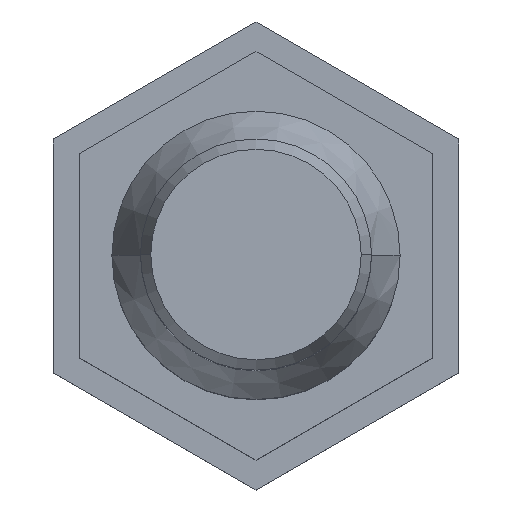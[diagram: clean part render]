
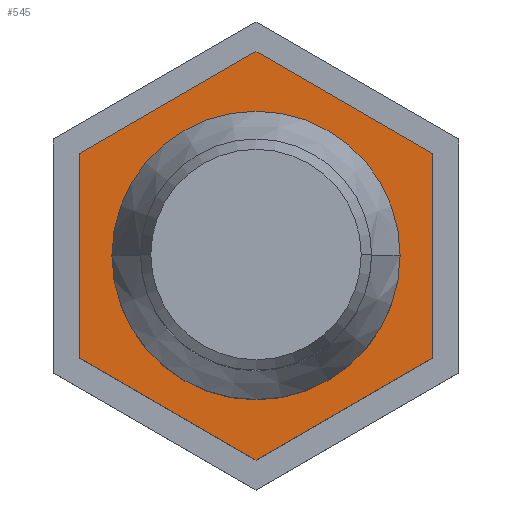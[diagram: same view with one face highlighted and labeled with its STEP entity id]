
A CAD part, top view. The second image highlights one B-rep face of the part: STEP entity #545.
In plain terms, the highlighted planar face has unit normal (0, 0, 1).
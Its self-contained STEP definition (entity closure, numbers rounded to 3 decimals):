
#1 = ORIENTED_EDGE ( 'NONE', *, *, #419, .F. ) ;
#2 = VECTOR ( 'NONE', #55, 1000. ) ;
#18 = DIRECTION ( 'NONE',  ( 0.866, 0.5, 0. ) ) ;
#19 = DIRECTION ( 'NONE',  ( -1., 0., 0. ) ) ;
#21 = VECTOR ( 'NONE', #18, 1000. ) ;
#43 = CARTESIAN_POINT ( 'NONE',  ( 6.2, 3.58, 6. ) ) ;
#46 = EDGE_CURVE ( 'NONE', #240, #459, #871, .T. ) ;
#55 = DIRECTION ( 'NONE',  ( 0.866, -0.5, 0. ) ) ;
#61 = VECTOR ( 'NONE', #266, 1000. ) ;
#65 = CARTESIAN_POINT ( 'NONE',  ( 6.2, 3.58, 6. ) ) ;
#96 = CARTESIAN_POINT ( 'NONE',  ( 0., -7.159, 6. ) ) ;
#126 = LINE ( 'NONE', #393, #367 ) ;
#127 = EDGE_CURVE ( 'NONE', #326, #767, #228, .T. ) ;
#136 = CARTESIAN_POINT ( 'NONE',  ( 0., 7.159, 6. ) ) ;
#139 = CARTESIAN_POINT ( 'NONE',  ( -6.2, -3.58, 6. ) ) ;
#162 = DIRECTION ( 'NONE',  ( -1., 0., 0. ) ) ;
#179 = AXIS2_PLACEMENT_3D ( 'NONE', #314, #762, #162 ) ;
#215 = EDGE_LOOP ( 'NONE', ( #436, #763 ) ) ;
#217 = VECTOR ( 'NONE', #702, 1000. ) ;
#226 = EDGE_CURVE ( 'NONE', #321, #772, #847, .T. ) ;
#228 = LINE ( 'NONE', #694, #21 ) ;
#240 = VERTEX_POINT ( 'NONE', #785 ) ;
#241 = CARTESIAN_POINT ( 'NONE',  ( 5.05, 0., 6. ) ) ;
#244 = FACE_BOUND ( 'NONE', #215, .T. ) ;
#248 = DIRECTION ( 'NONE',  ( 0., 0., -1. ) ) ;
#258 = CARTESIAN_POINT ( 'NONE',  ( 0., 0., 6. ) ) ;
#259 = CARTESIAN_POINT ( 'NONE',  ( 6.2, -3.58, 6. ) ) ;
#265 = VERTEX_POINT ( 'NONE', #726 ) ;
#266 = DIRECTION ( 'NONE',  ( -0.866, -0.5, 0. ) ) ;
#304 = ORIENTED_EDGE ( 'NONE', *, *, #360, .F. ) ;
#314 = CARTESIAN_POINT ( 'NONE',  ( 0., 0., 6. ) ) ;
#317 = LINE ( 'NONE', #259, #61 ) ;
#321 = VERTEX_POINT ( 'NONE', #65 ) ;
#326 = VERTEX_POINT ( 'NONE', #466 ) ;
#344 = DIRECTION ( 'NONE',  ( 0., 0., -1. ) ) ;
#360 = EDGE_CURVE ( 'NONE', #772, #265, #317, .T. ) ;
#367 = VECTOR ( 'NONE', #664, 1000. ) ;
#380 = DIRECTION ( 'NONE',  ( -1., 0., 0. ) ) ;
#393 = CARTESIAN_POINT ( 'NONE',  ( -6.2, -3.58, 6. ) ) ;
#401 = EDGE_CURVE ( 'NONE', #667, #326, #126, .T. ) ;
#419 = EDGE_CURVE ( 'NONE', #265, #667, #715, .T. ) ;
#423 = CARTESIAN_POINT ( 'NONE',  ( 6.2, -3.58, 6. ) ) ;
#436 = ORIENTED_EDGE ( 'NONE', *, *, #46, .T. ) ;
#459 = VERTEX_POINT ( 'NONE', #241 ) ;
#466 = CARTESIAN_POINT ( 'NONE',  ( -6.2, 3.58, 6. ) ) ;
#468 = ORIENTED_EDGE ( 'NONE', *, *, #613, .F. ) ;
#489 = CIRCLE ( 'NONE', #669, 5.05 ) ;
#516 = ORIENTED_EDGE ( 'NONE', *, *, #127, .F. ) ;
#545 = ADVANCED_FACE ( 'NONE', ( #580, #244 ), #650, .F. ) ;
#552 = CARTESIAN_POINT ( 'NONE',  ( 0., 7.159, 6. ) ) ;
#580 = FACE_OUTER_BOUND ( 'NONE', #741, .T. ) ;
#603 = VECTOR ( 'NONE', #781, 1000. ) ;
#613 = EDGE_CURVE ( 'NONE', #767, #321, #742, .T. ) ;
#626 = CARTESIAN_POINT ( 'NONE',  ( 0., 0., 6. ) ) ;
#650 = PLANE ( 'NONE',  #179 ) ;
#664 = DIRECTION ( 'NONE',  ( 0., 1., 0. ) ) ;
#667 = VERTEX_POINT ( 'NONE', #139 ) ;
#669 = AXIS2_PLACEMENT_3D ( 'NONE', #626, #344, #19 ) ;
#694 = CARTESIAN_POINT ( 'NONE',  ( -6.2, 3.58, 6. ) ) ;
#702 = DIRECTION ( 'NONE',  ( -0.866, 0.5, 0. ) ) ;
#715 = LINE ( 'NONE', #96, #217 ) ;
#726 = CARTESIAN_POINT ( 'NONE',  ( 0., -7.159, 6. ) ) ;
#741 = EDGE_LOOP ( 'NONE', ( #1, #304, #834, #468, #516, #787 ) ) ;
#742 = LINE ( 'NONE', #136, #2 ) ;
#762 = DIRECTION ( 'NONE',  ( 0., 0., -1. ) ) ;
#763 = ORIENTED_EDGE ( 'NONE', *, *, #768, .T. ) ;
#767 = VERTEX_POINT ( 'NONE', #552 ) ;
#768 = EDGE_CURVE ( 'NONE', #459, #240, #489, .T. ) ;
#772 = VERTEX_POINT ( 'NONE', #423 ) ;
#781 = DIRECTION ( 'NONE',  ( 0., -1., 0. ) ) ;
#785 = CARTESIAN_POINT ( 'NONE',  ( -5.05, 0., 6. ) ) ;
#787 = ORIENTED_EDGE ( 'NONE', *, *, #401, .F. ) ;
#828 = AXIS2_PLACEMENT_3D ( 'NONE', #258, #248, #380 ) ;
#834 = ORIENTED_EDGE ( 'NONE', *, *, #226, .F. ) ;
#847 = LINE ( 'NONE', #43, #603 ) ;
#871 = CIRCLE ( 'NONE', #828, 5.05 ) ;
